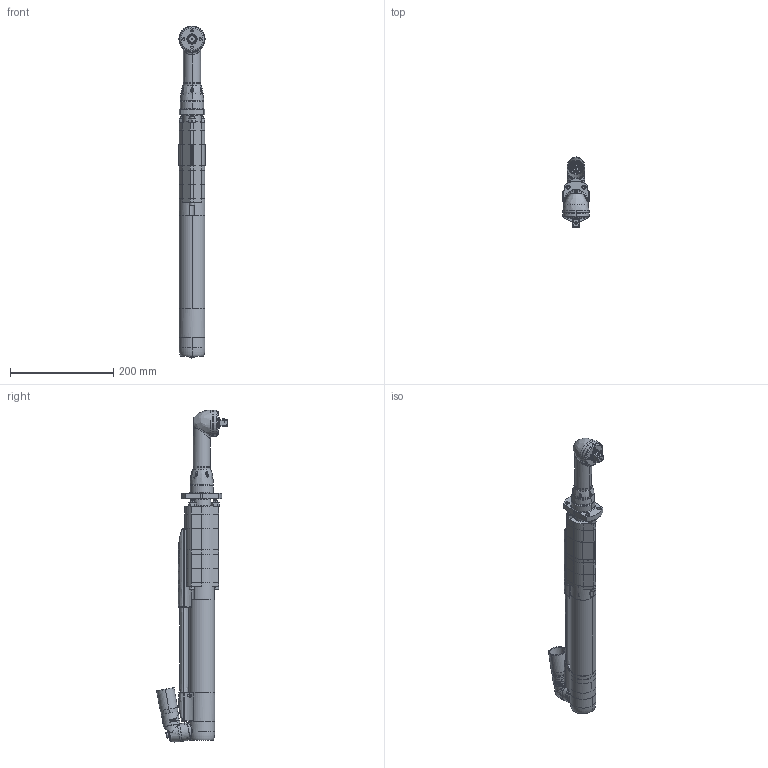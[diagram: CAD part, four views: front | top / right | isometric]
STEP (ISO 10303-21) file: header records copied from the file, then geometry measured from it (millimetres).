
FILE_DESCRIPTION((''),'2;1');
FILE_NAME('9831407838_ASM','2013-03-05T',('TOOextho'),(''),'PRO/ENGINEER BY PARAMETRIC TECHNOLOGY CORPORATION, 2012420','PRO/ENGINEER BY PARAMETRIC TECHNOLOGY CORPORATION, 2012420','');
FILE_SCHEMA(('CONFIG_CONTROL_DESIGN','GEOMETRIC_VALIDATION_PROPERTIES_MIM'));
Products named in the file (43): 4230260202; 4230260212_ASM; 4230265900; 0219110017; 4230264100; 4230262280_ASM; 4230263000; 4230263200; 4230263300; 4230263280_ASM; 4230263700; 4230263400; 4230262700; 4230263500_AF0; 4230264080_ASM; 4230261800_AF0; 4230300180_ASM; 4230301280_ASM; 4230217100; 4230179000; 0211125800; 4230217181_ASM; 4230164200; 4230167370_AF0; 4230167370_AF1; 4230265380_ASM; 4230297380_ASM; 4230296380_ASM; 4230235100; 0261109111; 0246195690; 4230235080_ASM; 4220292711; 4220350335; 4220342863_ASM; 4210445000; 4220342700; 4250101200; 4224250902_ASM; 4220292800 ...
Assembly tree (51 placements, depth 5):
  9831407838_ASM
    4230301280_ASM
      4230260212_ASM
        4230260202
      4230262280_ASM
        4230265900
        0219110017  x2
        4230264100
      4230264080_ASM
        4230263000
        4230263280_ASM
          4230263200
          4230263300
        4230263700
        4230263400
        4230262700
        4230263500_AF0
      4230300180_ASM
        4230261800_AF0
    4230217181_ASM
      4230217100
      4230179000  x2
      0211125800  x3
    4230296380_ASM
      4230297380_ASM
        4230164200
        4230265380_ASM
          4230167370_AF0
          4230167370_AF1
    4230235080_ASM
      4230235100
      0261109111  x3
      0246195690  x3
    4224250902_ASM
      4220292711
      4220342863_ASM
        4220350335
      4210445000
      4220342700
      4250101200
    4220292800
    4230264510
    0211196527  x2
Bounding box: 50.5 x 136.29 x 641.92 mm (x, y, z)
Volume: 768253.6 mm3; surface area: 373519.6 mm2
Topology: 38 solids, 64 shells, 5301 faces, 14073 edges, 9010 vertices
Faces by surface type: plane 2078, cylinder 1680, cone 517, torus 485, bspline 437, sphere 86, extrusion 12, revolution 6
Entity records: 192745 total; most frequent: CARTESIAN_POINT 52225, ORIENTED_EDGE 23990, DIRECTION 22630, EDGE_CURVE 12043, PRESENTATION_STYLE_ASSIGNMENT 8493, AXIS2_PLACEMENT_3D 8418, STYLED_ITEM 8366, CURVE_STYLE 8306
